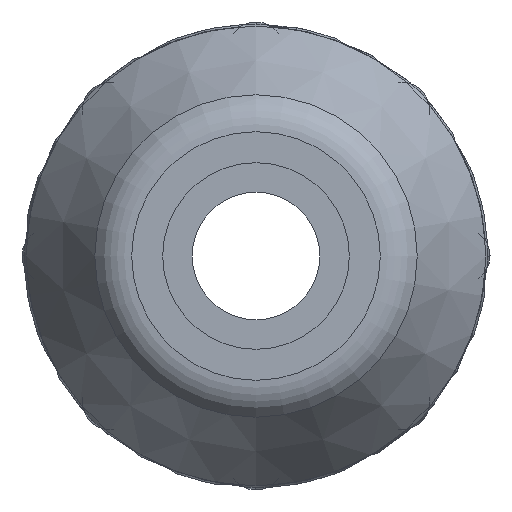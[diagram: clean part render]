
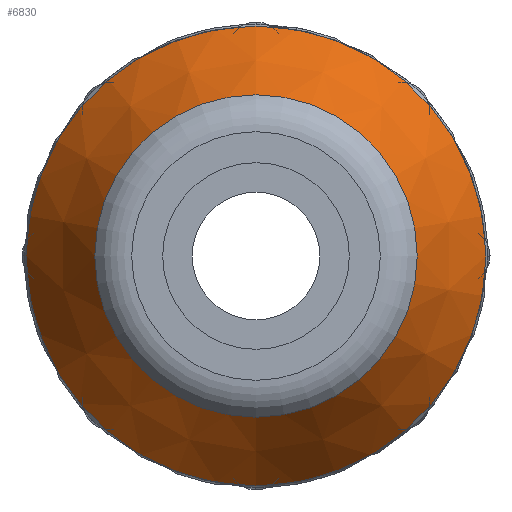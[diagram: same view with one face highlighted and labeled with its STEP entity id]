
A CAD part, left-side view. The second image highlights one B-rep face of the part: STEP entity #6830.
In plain terms, the highlighted conical face has half-angle 30 degrees and reference radius 16.5 mm.
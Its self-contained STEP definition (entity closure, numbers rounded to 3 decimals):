
#136=CONICAL_SURFACE('',#7312,16.5,0.524);
#1951=ORIENTED_EDGE('',*,*,#4012,.T.);
#1952=ORIENTED_EDGE('',*,*,#4013,.T.);
#4012=EDGE_CURVE('',#5030,#5030,#5375,.F.);
#4013=EDGE_CURVE('',#5031,#5031,#5376,.T.);
#5030=VERTEX_POINT('',#11418);
#5031=VERTEX_POINT('',#11420);
#5375=CIRCLE('',#7313,16.211);
#5376=CIRCLE('',#7314,11.366);
#5508=EDGE_LOOP('',(#1951));
#5509=EDGE_LOOP('',(#1952));
#6022=FACE_BOUND('',#5508,.T.);
#6023=FACE_BOUND('',#5509,.T.);
#6830=ADVANCED_FACE('',(#6022,#6023),#136,.T.);
#7312=AXIS2_PLACEMENT_3D('',#11416,#7890,#7891);
#7313=AXIS2_PLACEMENT_3D('',#11417,#7892,#7893);
#7314=AXIS2_PLACEMENT_3D('',#11419,#7894,#7895);
#7890=DIRECTION('',(1.,0.,0.));
#7891=DIRECTION('',(0.,0.,1.));
#7892=DIRECTION('',(1.,0.,0.));
#7893=DIRECTION('',(0.,0.,1.));
#7894=DIRECTION('',(1.,0.,0.));
#7895=DIRECTION('',(0.,0.,1.));
#11416=CARTESIAN_POINT('',(305.392,0.,0.));
#11417=CARTESIAN_POINT('',(304.892,0.,0.));
#11418=CARTESIAN_POINT('',(304.892,0.,16.211));
#11419=CARTESIAN_POINT('',(296.5,0.,0.));
#11420=CARTESIAN_POINT('',(296.5,0.,11.366));
